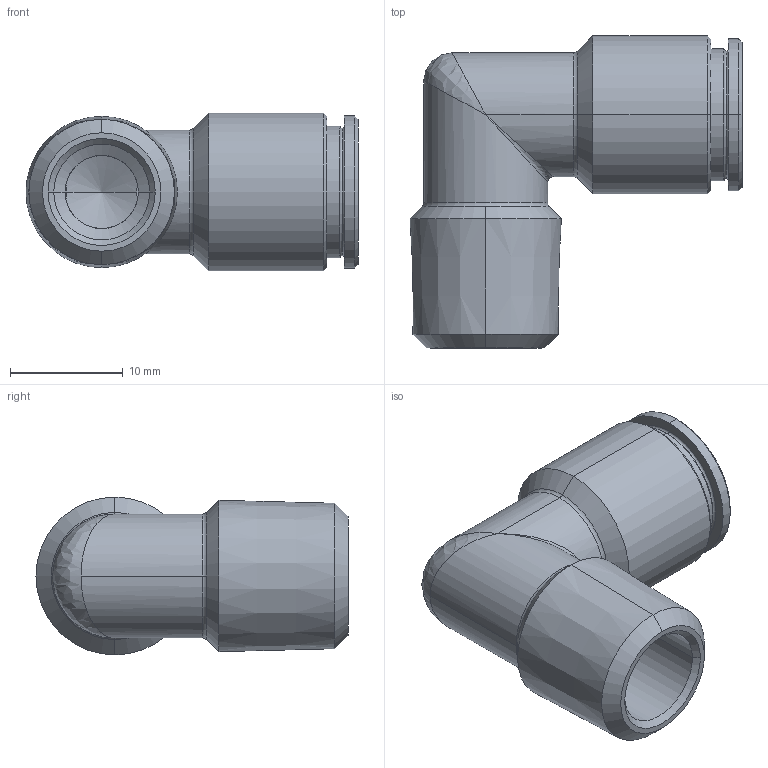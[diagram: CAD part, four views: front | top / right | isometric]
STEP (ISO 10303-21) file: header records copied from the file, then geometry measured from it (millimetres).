
FILE_DESCRIPTION (( 'STEP AP203' ), '1' );
FILE_NAME ('X0040042.STEP', '2010-09-22T13:54:03', ( '' ), ( 'sopra-pneumatic' ), 'SwSTEP 2.0', 'SolidWorks 2009', '' );
FILE_SCHEMA (( 'CONFIG_CONTROL_DESIGN' ));
Length unit declared in the file: millimetre
Products named in the file (1): X0040042
Bounding box: 29.47 x 27.7 x 14 mm (x, y, z)
Volume: 3260.2 mm3; surface area: 3032.7 mm2
Topology: 1 solids, 1 shells, 58 faces, 132 edges, 70 vertices
Faces by surface type: cone 22, cylinder 22, torus 8, plane 4, bspline 2
Entity records: 2485 total; most frequent: CARTESIAN_POINT 1165, DIRECTION 284, ORIENTED_EDGE 248, EDGE_CURVE 124, AXIS2_PLACEMENT_3D 121, VERTEX_POINT 70, CIRCLE 64, EDGE_LOOP 62
